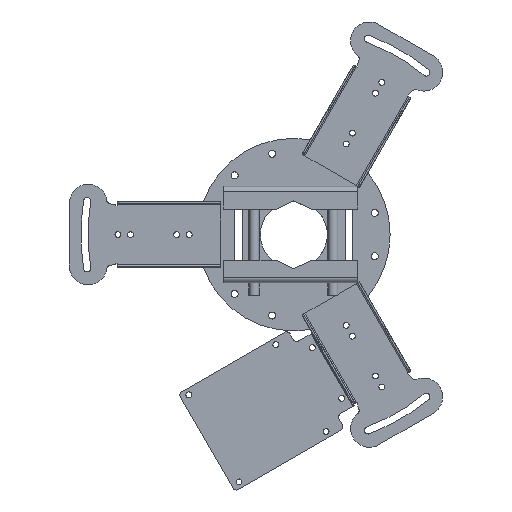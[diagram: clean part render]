
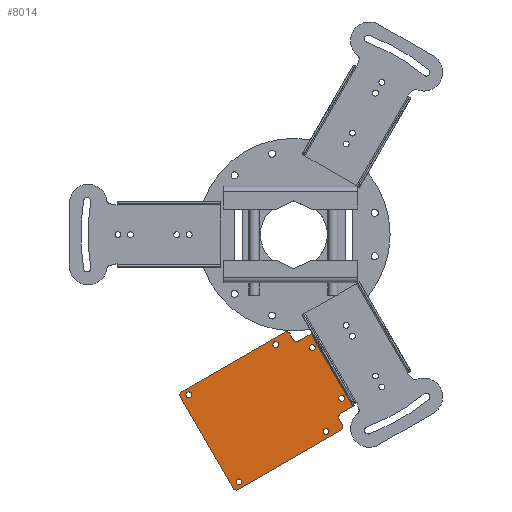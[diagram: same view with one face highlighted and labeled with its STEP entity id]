
A CAD part, front view. The second image highlights one B-rep face of the part: STEP entity #8014.
In plain terms, the highlighted face is planar.
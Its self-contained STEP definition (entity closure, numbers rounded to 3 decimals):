
#183=CIRCLE($,#8496,3.5);
#184=CIRCLE($,#8498,3.5);
#185=CIRCLE($,#8500,3.5);
#186=CIRCLE($,#8502,3.5);
#187=CIRCLE($,#8504,3.5);
#188=CIRCLE($,#8506,3.5);
#189=CIRCLE($,#8509,5.);
#190=CIRCLE($,#8512,5.);
#191=CIRCLE($,#8515,5.);
#192=CIRCLE($,#8518,5.);
#193=CIRCLE($,#8521,5.);
#194=CIRCLE($,#8524,5.);
#401=FACE_BOUND($,#1628,.T.);
#402=FACE_BOUND($,#1629,.T.);
#403=FACE_BOUND($,#1630,.T.);
#404=FACE_BOUND($,#1631,.T.);
#405=FACE_BOUND($,#1632,.T.);
#406=FACE_BOUND($,#1633,.T.);
#669=PLANE($,#8525);
#1086=FACE_OUTER_BOUND($,#1627,.T.);
#1627=EDGE_LOOP($,(#7207,#7208,#7209,#7210,#7211,#7212,#7213,#7214,#7215,
#7216,#7217,#7218,#7219,#7220));
#1628=EDGE_LOOP($,(#7221));
#1629=EDGE_LOOP($,(#7222));
#1630=EDGE_LOOP($,(#7223));
#1631=EDGE_LOOP($,(#7224));
#1632=EDGE_LOOP($,(#7225));
#1633=EDGE_LOOP($,(#7226));
#2362=LINE($,#13658,#3117);
#2365=LINE($,#13664,#3120);
#2372=LINE($,#13722,#3127);
#2376=LINE($,#13730,#3131);
#2378=LINE($,#13737,#3133);
#2381=LINE($,#13745,#3136);
#2384=LINE($,#13753,#3139);
#2387=LINE($,#13761,#3142);
#3117=VECTOR($,#10180,100.);
#3120=VECTOR($,#10185,16.75);
#3127=VECTOR($,#10244,7.5);
#3131=VECTOR($,#10254,16.75);
#3133=VECTOR($,#10262,7.5);
#3136=VECTOR($,#10271,141.);
#3139=VECTOR($,#10280,125.);
#3142=VECTOR($,#10289,141.);
#3978=VERTEX_POINT($,#13643);
#3979=VERTEX_POINT($,#13647);
#3982=VERTEX_POINT($,#13662);
#4000=VERTEX_POINT($,#13702);
#4001=VERTEX_POINT($,#13705);
#4002=VERTEX_POINT($,#13708);
#4003=VERTEX_POINT($,#13711);
#4004=VERTEX_POINT($,#13714);
#4005=VERTEX_POINT($,#13717);
#4006=VERTEX_POINT($,#13720);
#4007=VERTEX_POINT($,#13721);
#4008=VERTEX_POINT($,#13726);
#4009=VERTEX_POINT($,#13732);
#4010=VERTEX_POINT($,#13736);
#4011=VERTEX_POINT($,#13740);
#4012=VERTEX_POINT($,#13744);
#4013=VERTEX_POINT($,#13748);
#4014=VERTEX_POINT($,#13752);
#4015=VERTEX_POINT($,#13756);
#4016=VERTEX_POINT($,#13760);
#5036=EDGE_CURVE($,#3978,#3979,#2362,.T.);
#5039=EDGE_CURVE($,#3982,#3979,#2365,.T.);
#5058=EDGE_CURVE($,#4000,#4000,#183,.T.);
#5059=EDGE_CURVE($,#4001,#4001,#184,.T.);
#5060=EDGE_CURVE($,#4002,#4002,#185,.T.);
#5061=EDGE_CURVE($,#4003,#4003,#186,.T.);
#5062=EDGE_CURVE($,#4004,#4004,#187,.T.);
#5063=EDGE_CURVE($,#4005,#4005,#188,.T.);
#5064=EDGE_CURVE($,#4006,#4007,#2372,.T.);
#5067=EDGE_CURVE($,#4008,#4006,#189,.T.);
#5069=EDGE_CURVE($,#3978,#4008,#2376,.T.);
#5070=EDGE_CURVE($,#4009,#3982,#190,.T.);
#5072=EDGE_CURVE($,#4010,#4009,#2378,.T.);
#5074=EDGE_CURVE($,#4011,#4010,#191,.T.);
#5076=EDGE_CURVE($,#4012,#4011,#2381,.T.);
#5078=EDGE_CURVE($,#4013,#4012,#192,.T.);
#5080=EDGE_CURVE($,#4014,#4013,#2384,.T.);
#5082=EDGE_CURVE($,#4015,#4014,#193,.T.);
#5084=EDGE_CURVE($,#4016,#4015,#2387,.T.);
#5086=EDGE_CURVE($,#4007,#4016,#194,.T.);
#7207=ORIENTED_EDGE($,*,*,#5036,.T.);
#7208=ORIENTED_EDGE($,*,*,#5039,.F.);
#7209=ORIENTED_EDGE($,*,*,#5070,.F.);
#7210=ORIENTED_EDGE($,*,*,#5072,.F.);
#7211=ORIENTED_EDGE($,*,*,#5074,.F.);
#7212=ORIENTED_EDGE($,*,*,#5076,.F.);
#7213=ORIENTED_EDGE($,*,*,#5078,.F.);
#7214=ORIENTED_EDGE($,*,*,#5080,.F.);
#7215=ORIENTED_EDGE($,*,*,#5082,.F.);
#7216=ORIENTED_EDGE($,*,*,#5084,.F.);
#7217=ORIENTED_EDGE($,*,*,#5086,.F.);
#7218=ORIENTED_EDGE($,*,*,#5064,.F.);
#7219=ORIENTED_EDGE($,*,*,#5067,.F.);
#7220=ORIENTED_EDGE($,*,*,#5069,.F.);
#7221=ORIENTED_EDGE($,*,*,#5058,.T.);
#7222=ORIENTED_EDGE($,*,*,#5059,.T.);
#7223=ORIENTED_EDGE($,*,*,#5060,.T.);
#7224=ORIENTED_EDGE($,*,*,#5061,.T.);
#7225=ORIENTED_EDGE($,*,*,#5062,.T.);
#7226=ORIENTED_EDGE($,*,*,#5063,.T.);
#8014=ADVANCED_FACE($,(#1086,#401,#402,#403,#404,#405,#406),#669,.F.);
#8496=AXIS2_PLACEMENT_3D($,#13703,#10220,#10221);
#8498=AXIS2_PLACEMENT_3D($,#13706,#10224,#10225);
#8500=AXIS2_PLACEMENT_3D($,#13709,#10228,#10229);
#8502=AXIS2_PLACEMENT_3D($,#13712,#10232,#10233);
#8504=AXIS2_PLACEMENT_3D($,#13715,#10236,#10237);
#8506=AXIS2_PLACEMENT_3D($,#13718,#10240,#10241);
#8509=AXIS2_PLACEMENT_3D($,#13727,#10249,#10250);
#8512=AXIS2_PLACEMENT_3D($,#13733,#10257,#10258);
#8515=AXIS2_PLACEMENT_3D($,#13741,#10266,#10267);
#8518=AXIS2_PLACEMENT_3D($,#13749,#10275,#10276);
#8521=AXIS2_PLACEMENT_3D($,#13757,#10284,#10285);
#8524=AXIS2_PLACEMENT_3D($,#13764,#10293,#10294);
#8525=AXIS2_PLACEMENT_3D($,#13765,#10295,#10296);
#10180=DIRECTION($,(0.,-1.,0.));
#10185=DIRECTION($,(1.,0.,0.));
#10220=DIRECTION('center_axis',(0.,0.,1.));
#10221=DIRECTION('ref_axis',(-1.,0.,0.));
#10224=DIRECTION('center_axis',(0.,0.,1.));
#10225=DIRECTION('ref_axis',(-1.,0.,0.));
#10228=DIRECTION('center_axis',(0.,0.,1.));
#10229=DIRECTION('ref_axis',(-1.,0.,0.));
#10232=DIRECTION('center_axis',(0.,0.,1.));
#10233=DIRECTION('ref_axis',(-1.,0.,0.));
#10236=DIRECTION('center_axis',(0.,0.,1.));
#10237=DIRECTION('ref_axis',(-1.,0.,0.));
#10240=DIRECTION('center_axis',(0.,0.,1.));
#10241=DIRECTION('ref_axis',(-1.,0.,0.));
#10244=DIRECTION($,(0.,1.,0.));
#10249=DIRECTION('center_axis',(0.,0.,-1.));
#10250=DIRECTION('ref_axis',(1.,0.,0.));
#10254=DIRECTION($,(-1.,0.,0.));
#10257=DIRECTION('center_axis',(0.,0.,-1.));
#10258=DIRECTION('ref_axis',(0.,-1.,0.));
#10262=DIRECTION($,(0.,1.,0.));
#10266=DIRECTION('center_axis',(0.,0.,1.));
#10267=DIRECTION('ref_axis',(0.,-1.,0.));
#10271=DIRECTION($,(1.,0.,0.));
#10275=DIRECTION('center_axis',(0.,0.,1.));
#10276=DIRECTION('ref_axis',(-1.,0.,0.));
#10280=DIRECTION($,(0.,-1.,0.));
#10284=DIRECTION('center_axis',(0.,0.,1.));
#10285=DIRECTION('ref_axis',(0.,1.,0.));
#10289=DIRECTION($,(-1.,0.,0.));
#10293=DIRECTION('center_axis',(0.,0.,1.));
#10294=DIRECTION('ref_axis',(1.,0.,0.));
#10295=DIRECTION('center_axis',(0.,0.,1.));
#10296=DIRECTION('ref_axis',(1.,0.,0.));
#13643=CARTESIAN_POINT('',(84.75,50.,0.));
#13647=CARTESIAN_POINT('',(84.75,-50.,0.));
#13658=CARTESIAN_POINT($,(84.75,-25.,0.));
#13662=CARTESIAN_POINT('',(68.,-50.,0.));
#13664=CARTESIAN_POINT($,(68.,-50.,0.));
#13702=CARTESIAN_POINT('',(81.5,35.,0.));
#13703=CARTESIAN_POINT('Origin',(78.,35.,0.));
#13705=CARTESIAN_POINT('',(81.5,-35.,0.));
#13706=CARTESIAN_POINT('Origin',(78.,-35.,0.));
#13708=CARTESIAN_POINT('',(-74.5,60.,0.));
#13709=CARTESIAN_POINT('Origin',(-78.,60.,0.));
#13711=CARTESIAN_POINT('',(45.5,60.,0.));
#13712=CARTESIAN_POINT('Origin',(42.,60.,0.));
#13714=CARTESIAN_POINT('',(45.5,-60.,0.));
#13715=CARTESIAN_POINT('Origin',(42.,-60.,0.));
#13717=CARTESIAN_POINT('',(-74.5,-60.,0.));
#13718=CARTESIAN_POINT('Origin',(-78.,-60.,0.));
#13720=CARTESIAN_POINT('',(63.,55.,0.));
#13721=CARTESIAN_POINT('',(63.,62.5,0.));
#13722=CARTESIAN_POINT($,(63.,55.,0.));
#13726=CARTESIAN_POINT('',(68.,50.,0.));
#13727=CARTESIAN_POINT('Origin',(68.,55.,0.));
#13730=CARTESIAN_POINT($,(86.75,50.,0.));
#13732=CARTESIAN_POINT('',(63.,-55.,0.));
#13733=CARTESIAN_POINT('Origin',(68.,-55.,0.));
#13736=CARTESIAN_POINT('',(63.,-62.5,0.));
#13737=CARTESIAN_POINT($,(63.,-62.5,0.));
#13740=CARTESIAN_POINT('',(58.,-67.5,0.));
#13741=CARTESIAN_POINT('Origin',(58.,-62.5,0.));
#13744=CARTESIAN_POINT('',(-83.,-67.5,0.));
#13745=CARTESIAN_POINT($,(-83.,-67.5,0.));
#13748=CARTESIAN_POINT('',(-88.,-62.5,0.));
#13749=CARTESIAN_POINT('Origin',(-83.,-62.5,0.));
#13752=CARTESIAN_POINT('',(-88.,62.5,0.));
#13753=CARTESIAN_POINT($,(-88.,62.5,0.));
#13756=CARTESIAN_POINT('',(-83.,67.5,0.));
#13757=CARTESIAN_POINT('Origin',(-83.,62.5,0.));
#13760=CARTESIAN_POINT('',(58.,67.5,0.));
#13761=CARTESIAN_POINT($,(58.,67.5,0.));
#13764=CARTESIAN_POINT('Origin',(58.,62.5,0.));
#13765=CARTESIAN_POINT('Origin',(-2.579,0.,
0.));
